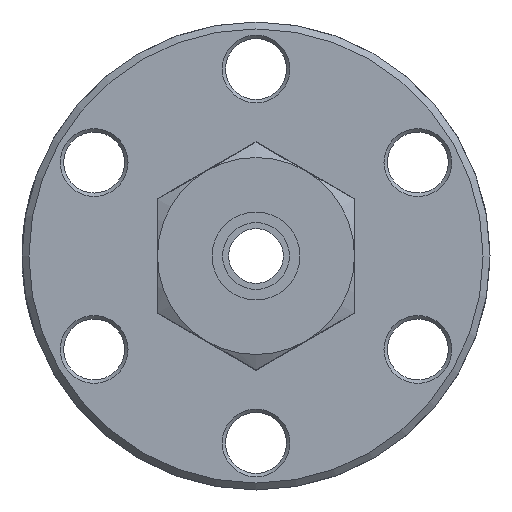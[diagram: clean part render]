
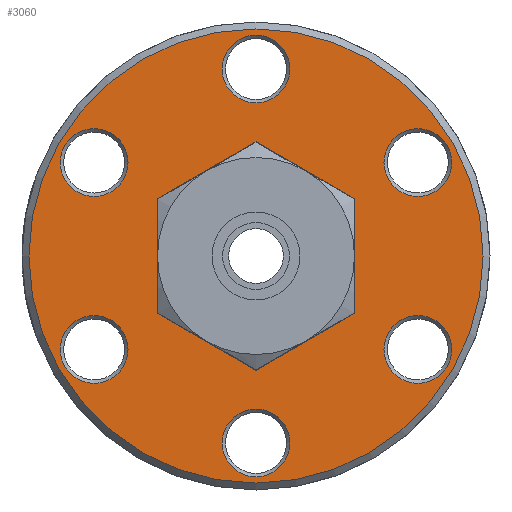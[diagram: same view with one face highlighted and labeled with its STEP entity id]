
A CAD part, front view. The second image highlights one B-rep face of the part: STEP entity #3060.
In plain terms, the highlighted planar face has unit normal (0, -1, 0).
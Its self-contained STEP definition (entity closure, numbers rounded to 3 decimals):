
#305=FACE_BOUND('',#629,.T.);
#306=FACE_BOUND('',#630,.T.);
#307=FACE_BOUND('',#631,.T.);
#308=FACE_BOUND('',#632,.T.);
#309=FACE_BOUND('',#633,.T.);
#310=FACE_BOUND('',#634,.T.);
#311=FACE_BOUND('',#635,.T.);
#335=PLANE('',#3343);
#447=FACE_OUTER_BOUND('',#628,.T.);
#628=EDGE_LOOP('',(#2094));
#629=EDGE_LOOP('',(#2095));
#630=EDGE_LOOP('',(#2096));
#631=EDGE_LOOP('',(#2097));
#632=EDGE_LOOP('',(#2098));
#633=EDGE_LOOP('',(#2099));
#634=EDGE_LOOP('',(#2100));
#635=EDGE_LOOP('',(#2101));
#1157=CIRCLE('',#3337,3.175);
#1161=CIRCLE('',#3342,16.4);
#1162=CIRCLE('',#3344,2.45);
#1163=CIRCLE('',#3345,2.45);
#1164=CIRCLE('',#3346,2.45);
#1165=CIRCLE('',#3347,2.45);
#1166=CIRCLE('',#3348,2.45);
#1167=CIRCLE('',#3349,2.45);
#1304=VERTEX_POINT('',#4463);
#1308=VERTEX_POINT('',#4473);
#1309=VERTEX_POINT('',#4477);
#1310=VERTEX_POINT('',#4479);
#1311=VERTEX_POINT('',#4481);
#1312=VERTEX_POINT('',#4483);
#1313=VERTEX_POINT('',#4485);
#1314=VERTEX_POINT('',#4487);
#1613=EDGE_CURVE('',#1304,#1304,#1157,.T.);
#1619=EDGE_CURVE('',#1308,#1308,#1161,.T.);
#1620=EDGE_CURVE('',#1309,#1309,#1162,.T.);
#1621=EDGE_CURVE('',#1310,#1310,#1163,.T.);
#1622=EDGE_CURVE('',#1311,#1311,#1164,.T.);
#1623=EDGE_CURVE('',#1312,#1312,#1165,.T.);
#1624=EDGE_CURVE('',#1313,#1313,#1166,.T.);
#1625=EDGE_CURVE('',#1314,#1314,#1167,.T.);
#2094=ORIENTED_EDGE('',*,*,#1619,.F.);
#2095=ORIENTED_EDGE('',*,*,#1613,.T.);
#2096=ORIENTED_EDGE('',*,*,#1620,.F.);
#2097=ORIENTED_EDGE('',*,*,#1621,.F.);
#2098=ORIENTED_EDGE('',*,*,#1622,.F.);
#2099=ORIENTED_EDGE('',*,*,#1623,.F.);
#2100=ORIENTED_EDGE('',*,*,#1624,.F.);
#2101=ORIENTED_EDGE('',*,*,#1625,.F.);
#3060=ADVANCED_FACE('',(#447,#305,#306,#307,#308,#309,#310,#311),#335,.T.);
#3337=AXIS2_PLACEMENT_3D('',#4464,#3663,#3664);
#3342=AXIS2_PLACEMENT_3D('',#4475,#3675,#3676);
#3343=AXIS2_PLACEMENT_3D('',#4476,#3677,#3678);
#3344=AXIS2_PLACEMENT_3D('',#4478,#3679,#3680);
#3345=AXIS2_PLACEMENT_3D('',#4480,#3681,#3682);
#3346=AXIS2_PLACEMENT_3D('',#4482,#3683,#3684);
#3347=AXIS2_PLACEMENT_3D('',#4484,#3685,#3686);
#3348=AXIS2_PLACEMENT_3D('',#4486,#3687,#3688);
#3349=AXIS2_PLACEMENT_3D('',#4488,#3689,#3690);
#3663=DIRECTION('center_axis',(0.,1.,0.));
#3664=DIRECTION('ref_axis',(-1.,0.,0.));
#3675=DIRECTION('center_axis',(0.,1.,0.));
#3676=DIRECTION('ref_axis',(1.,0.,0.));
#3677=DIRECTION('center_axis',(0.,-1.,0.));
#3678=DIRECTION('ref_axis',(0.,0.,-1.));
#3679=DIRECTION('center_axis',(0.,-1.,0.));
#3680=DIRECTION('ref_axis',(0.5,0.,0.866));
#3681=DIRECTION('center_axis',(0.,-1.,0.));
#3682=DIRECTION('ref_axis',(-1.,0.,0.));
#3683=DIRECTION('center_axis',(0.,-1.,0.));
#3684=DIRECTION('ref_axis',(0.5,0.,-0.866));
#3685=DIRECTION('center_axis',(0.,-1.,0.));
#3686=DIRECTION('ref_axis',(1.,0.,0.));
#3687=DIRECTION('center_axis',(0.,-1.,0.));
#3688=DIRECTION('ref_axis',(-0.5,0.,-0.866));
#3689=DIRECTION('center_axis',(0.,-1.,0.));
#3690=DIRECTION('ref_axis',(-0.5,0.,0.866));
#4463=CARTESIAN_POINT('',(3.175,0.,0.));
#4464=CARTESIAN_POINT('Origin',(0.,0.,0.));
#4473=CARTESIAN_POINT('',(-16.4,0.,0.));
#4475=CARTESIAN_POINT('Origin',(0.,0.,0.));
#4476=CARTESIAN_POINT('Origin',(-16.9,0.,0.));
#4477=CARTESIAN_POINT('',(10.466,0.,-8.872));
#4478=CARTESIAN_POINT('Origin',(11.691,0.,-6.75));
#4479=CARTESIAN_POINT('',(2.45,0.,13.5));
#4480=CARTESIAN_POINT('Origin',(0.,0.,
13.5));
#4481=CARTESIAN_POINT('',(-12.916,0.,-4.628));
#4482=CARTESIAN_POINT('Origin',(-11.691,0.,
-6.75));
#4483=CARTESIAN_POINT('',(-2.45,0.,-13.5));
#4484=CARTESIAN_POINT('Origin',(0.,0.,-13.5));
#4485=CARTESIAN_POINT('',(-10.466,0.,8.872));
#4486=CARTESIAN_POINT('Origin',(-11.691,0.,
6.75));
#4487=CARTESIAN_POINT('',(12.916,0.,4.628));
#4488=CARTESIAN_POINT('Origin',(11.691,0.,6.75));
